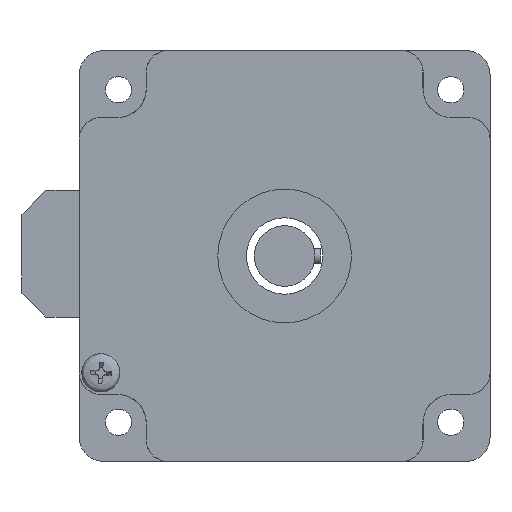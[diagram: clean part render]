
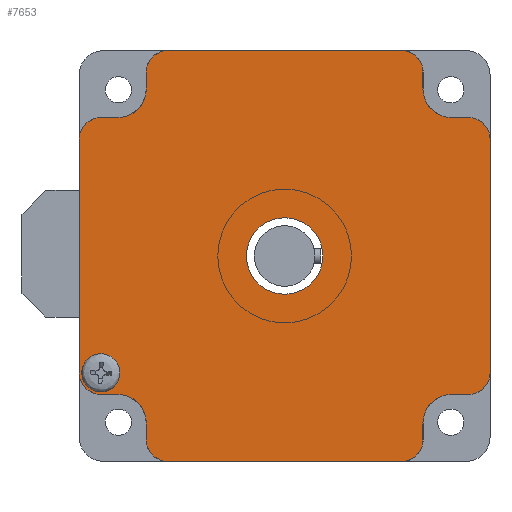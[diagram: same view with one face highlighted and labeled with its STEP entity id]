
A CAD part, front view. The second image highlights one B-rep face of the part: STEP entity #7653.
In plain terms, the highlighted planar face has unit normal (0, -1, 0).
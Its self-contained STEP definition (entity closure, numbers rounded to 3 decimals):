
#295=PLANE('',#8459);
#952=LINE('',#12678,#1683);
#958=LINE('',#12695,#1689);
#962=LINE('',#12707,#1693);
#965=LINE('',#12717,#1696);
#970=LINE('',#12731,#1701);
#974=LINE('',#12743,#1705);
#977=LINE('',#12753,#1708);
#985=LINE('',#12778,#1716);
#987=LINE('',#12786,#1718);
#993=LINE('',#12802,#1724);
#1000=LINE('',#12821,#1731);
#1008=LINE('',#12851,#1739);
#1683=VECTOR('',#10433,1000.);
#1689=VECTOR('',#10447,1000.);
#1693=VECTOR('',#10459,1000.);
#1696=VECTOR('',#10470,1000.);
#1701=VECTOR('',#10483,1000.);
#1705=VECTOR('',#10495,1000.);
#1708=VECTOR('',#10506,1000.);
#1716=VECTOR('',#10528,1000.);
#1718=VECTOR('',#10538,1000.);
#1724=VECTOR('',#10552,1000.);
#1731=VECTOR('',#10569,1000.);
#1739=VECTOR('',#10597,1000.);
#3789=ORIENTED_EDGE('',*,*,#4912,.F.);
#3790=ORIENTED_EDGE('',*,*,#4964,.F.);
#3791=ORIENTED_EDGE('',*,*,#4969,.T.);
#3792=ORIENTED_EDGE('',*,*,#4972,.F.);
#3793=ORIENTED_EDGE('',*,*,#4973,.F.);
#3794=ORIENTED_EDGE('',*,*,#4976,.F.);
#3795=ORIENTED_EDGE('',*,*,#4981,.T.);
#3796=ORIENTED_EDGE('',*,*,#4983,.F.);
#3797=ORIENTED_EDGE('',*,*,#4990,.T.);
#3798=ORIENTED_EDGE('',*,*,#4962,.F.);
#3799=ORIENTED_EDGE('',*,*,#4957,.F.);
#3800=ORIENTED_EDGE('',*,*,#4954,.F.);
#3801=ORIENTED_EDGE('',*,*,#4952,.T.);
#3802=ORIENTED_EDGE('',*,*,#4948,.F.);
#3803=ORIENTED_EDGE('',*,*,#4946,.T.);
#3804=ORIENTED_EDGE('',*,*,#4944,.F.);
#3805=ORIENTED_EDGE('',*,*,#4939,.F.);
#3806=ORIENTED_EDGE('',*,*,#4936,.F.);
#3807=ORIENTED_EDGE('',*,*,#4934,.T.);
#3808=ORIENTED_EDGE('',*,*,#4930,.F.);
#3809=ORIENTED_EDGE('',*,*,#4928,.T.);
#3810=ORIENTED_EDGE('',*,*,#4926,.F.);
#3811=ORIENTED_EDGE('',*,*,#4920,.F.);
#3812=ORIENTED_EDGE('',*,*,#5001,.F.);
#3813=ORIENTED_EDGE('',*,*,#5003,.T.);
#4912=EDGE_CURVE('',#5719,#5719,#6135,.T.);
#4920=EDGE_CURVE('',#5727,#5728,#952,.T.);
#4926=EDGE_CURVE('',#5728,#5732,#6144,.T.);
#4928=EDGE_CURVE('',#5734,#5732,#958,.T.);
#4930=EDGE_CURVE('',#5734,#5735,#6145,.T.);
#4934=EDGE_CURVE('',#5738,#5735,#962,.T.);
#4936=EDGE_CURVE('',#5738,#5739,#6147,.T.);
#4939=EDGE_CURVE('',#5739,#5741,#965,.T.);
#4944=EDGE_CURVE('',#5741,#5744,#6150,.T.);
#4946=EDGE_CURVE('',#5746,#5744,#970,.T.);
#4948=EDGE_CURVE('',#5746,#5747,#6151,.T.);
#4952=EDGE_CURVE('',#5750,#5747,#974,.T.);
#4954=EDGE_CURVE('',#5750,#5751,#6153,.T.);
#4957=EDGE_CURVE('',#5751,#5753,#977,.T.);
#4962=EDGE_CURVE('',#5753,#5756,#6156,.T.);
#4964=EDGE_CURVE('',#5757,#5759,#6157,.T.);
#4969=EDGE_CURVE('',#5757,#5762,#985,.T.);
#4972=EDGE_CURVE('',#5764,#5762,#6160,.T.);
#4973=EDGE_CURVE('',#5765,#5764,#987,.T.);
#4976=EDGE_CURVE('',#5767,#5765,#6161,.T.);
#4981=EDGE_CURVE('',#5767,#5770,#993,.T.);
#4983=EDGE_CURVE('',#5771,#5770,#6163,.T.);
#4990=EDGE_CURVE('',#5771,#5756,#1000,.T.);
#5001=EDGE_CURVE('',#5782,#5727,#6168,.T.);
#5003=EDGE_CURVE('',#5782,#5759,#1008,.T.);
#5719=VERTEX_POINT('',#12655);
#5727=VERTEX_POINT('',#12679);
#5728=VERTEX_POINT('',#12680);
#5732=VERTEX_POINT('',#12689);
#5734=VERTEX_POINT('',#12696);
#5735=VERTEX_POINT('',#12700);
#5738=VERTEX_POINT('',#12708);
#5739=VERTEX_POINT('',#12712);
#5741=VERTEX_POINT('',#12718);
#5744=VERTEX_POINT('',#12725);
#5746=VERTEX_POINT('',#12732);
#5747=VERTEX_POINT('',#12736);
#5750=VERTEX_POINT('',#12744);
#5751=VERTEX_POINT('',#12748);
#5753=VERTEX_POINT('',#12754);
#5756=VERTEX_POINT('',#12761);
#5757=VERTEX_POINT('',#12766);
#5759=VERTEX_POINT('',#12769);
#5762=VERTEX_POINT('',#12777);
#5764=VERTEX_POINT('',#12783);
#5765=VERTEX_POINT('',#12787);
#5767=VERTEX_POINT('',#12793);
#5770=VERTEX_POINT('',#12801);
#5771=VERTEX_POINT('',#12805);
#5782=VERTEX_POINT('',#12848);
#6135=CIRCLE('',#8389,8.);
#6144=CIRCLE('',#8407,4.5);
#6145=CIRCLE('',#8410,4.5);
#6147=CIRCLE('',#8414,6.);
#6150=CIRCLE('',#8419,4.5);
#6151=CIRCLE('',#8422,4.5);
#6153=CIRCLE('',#8426,6.);
#6156=CIRCLE('',#8431,4.5);
#6157=CIRCLE('',#8433,4.5);
#6160=CIRCLE('',#8438,4.5);
#6161=CIRCLE('',#8441,6.);
#6163=CIRCLE('',#8445,4.5);
#6168=CIRCLE('',#8457,6.);
#6608=EDGE_LOOP('',(#3789));
#6609=EDGE_LOOP('',(#3790,#3791,#3792,#3793,#3794,#3795,#3796,#3797,#3798,
#3799,#3800,#3801,#3802,#3803,#3804,#3805,#3806,#3807,#3808,#3809,#3810,
#3811,#3812,#3813));
#7073=FACE_BOUND('',#6608,.T.);
#7074=FACE_BOUND('',#6609,.T.);
#7653=ADVANCED_FACE('',(#7073,#7074),#295,.F.);
#8389=AXIS2_PLACEMENT_3D('',#12654,#10401,#10402);
#8407=AXIS2_PLACEMENT_3D('',#12691,#10442,#10443);
#8410=AXIS2_PLACEMENT_3D('',#12699,#10451,#10452);
#8414=AXIS2_PLACEMENT_3D('',#12711,#10463,#10464);
#8419=AXIS2_PLACEMENT_3D('',#12727,#10478,#10479);
#8422=AXIS2_PLACEMENT_3D('',#12735,#10487,#10488);
#8426=AXIS2_PLACEMENT_3D('',#12747,#10499,#10500);
#8431=AXIS2_PLACEMENT_3D('',#12763,#10514,#10515);
#8433=AXIS2_PLACEMENT_3D('',#12768,#10519,#10520);
#8438=AXIS2_PLACEMENT_3D('',#12784,#10534,#10535);
#8441=AXIS2_PLACEMENT_3D('',#12792,#10543,#10544);
#8445=AXIS2_PLACEMENT_3D('',#12807,#10556,#10557);
#8457=AXIS2_PLACEMENT_3D('',#12847,#10592,#10593);
#8459=AXIS2_PLACEMENT_3D('',#12852,#10598,#10599);
#10401=DIRECTION('',(0.,-1.,0.));
#10402=DIRECTION('',(1.,0.,0.));
#10433=DIRECTION('',(1.,0.,0.));
#10442=DIRECTION('',(0.,1.,0.));
#10443=DIRECTION('',(0.,0.,1.));
#10447=DIRECTION('',(0.,0.,1.));
#10451=DIRECTION('',(0.,1.,0.));
#10452=DIRECTION('',(1.,0.,0.));
#10459=DIRECTION('',(1.,0.,0.));
#10463=DIRECTION('',(0.,-1.,0.));
#10464=DIRECTION('',(0.,0.,1.));
#10470=DIRECTION('',(0.,0.,-1.));
#10478=DIRECTION('',(0.,1.,0.));
#10479=DIRECTION('',(1.,0.,0.));
#10483=DIRECTION('',(1.,0.,0.));
#10487=DIRECTION('',(0.,1.,0.));
#10488=DIRECTION('',(0.,0.,-1.));
#10495=DIRECTION('',(0.,0.,-1.));
#10499=DIRECTION('',(0.,-1.,0.));
#10500=DIRECTION('',(1.,0.,0.));
#10506=DIRECTION('',(-1.,0.,0.));
#10514=DIRECTION('',(0.,1.,0.));
#10515=DIRECTION('',(0.,0.,-1.));
#10519=DIRECTION('',(0.,1.,0.));
#10520=DIRECTION('',(0.,0.,1.));
#10528=DIRECTION('',(-1.,0.,0.));
#10534=DIRECTION('',(0.,1.,0.));
#10535=DIRECTION('',(-1.,0.,0.));
#10538=DIRECTION('',(0.,0.,1.));
#10543=DIRECTION('',(0.,-1.,0.));
#10544=DIRECTION('',(0.,0.,-1.));
#10552=DIRECTION('',(-1.,0.,0.));
#10556=DIRECTION('',(0.,1.,0.));
#10557=DIRECTION('',(-1.,0.,0.));
#10569=DIRECTION('',(0.,0.,-1.));
#10592=DIRECTION('',(0.,-1.,0.));
#10593=DIRECTION('',(-1.,0.,0.));
#10597=DIRECTION('',(0.,0.,1.));
#10598=DIRECTION('',(0.,1.,0.));
#10599=DIRECTION('',(1.,0.,0.));
#12654=CARTESIAN_POINT('',(0.,0.7,0.));
#12655=CARTESIAN_POINT('',(8.,0.7,0.));
#12678=CARTESIAN_POINT('',(34.97,0.7,28.97));
#12679=CARTESIAN_POINT('',(34.97,0.7,28.97));
#12680=CARTESIAN_POINT('',(38.5,0.7,28.97));
#12689=CARTESIAN_POINT('',(43.,0.7,24.47));
#12691=CARTESIAN_POINT('',(38.5,0.7,24.47));
#12695=CARTESIAN_POINT('',(43.,0.7,-24.47));
#12696=CARTESIAN_POINT('',(43.,0.7,-24.47));
#12699=CARTESIAN_POINT('',(38.5,0.7,-24.47));
#12700=CARTESIAN_POINT('',(38.5,0.7,-28.97));
#12707=CARTESIAN_POINT('',(34.97,0.7,-28.97));
#12708=CARTESIAN_POINT('',(34.97,0.7,-28.97));
#12711=CARTESIAN_POINT('',(34.97,0.7,-34.97));
#12712=CARTESIAN_POINT('',(28.97,0.7,-34.97));
#12717=CARTESIAN_POINT('',(28.97,0.7,-34.97));
#12718=CARTESIAN_POINT('',(28.97,0.7,-38.5));
#12725=CARTESIAN_POINT('',(24.47,0.7,-43.));
#12727=CARTESIAN_POINT('',(24.47,0.7,-38.5));
#12731=CARTESIAN_POINT('',(-24.47,0.7,-43.));
#12732=CARTESIAN_POINT('',(-24.47,0.7,-43.));
#12735=CARTESIAN_POINT('',(-24.47,0.7,-38.5));
#12736=CARTESIAN_POINT('',(-28.97,0.7,-38.5));
#12743=CARTESIAN_POINT('',(-28.97,0.7,-34.97));
#12744=CARTESIAN_POINT('',(-28.97,0.7,-34.97));
#12747=CARTESIAN_POINT('',(-34.97,0.7,-34.97));
#12748=CARTESIAN_POINT('',(-34.97,0.7,-28.97));
#12753=CARTESIAN_POINT('',(-34.97,0.7,-28.97));
#12754=CARTESIAN_POINT('',(-38.5,0.7,-28.97));
#12761=CARTESIAN_POINT('',(-43.,0.7,-24.47));
#12763=CARTESIAN_POINT('',(-38.5,0.7,-24.47));
#12766=CARTESIAN_POINT('',(24.47,0.7,43.));
#12768=CARTESIAN_POINT('',(24.47,0.7,38.5));
#12769=CARTESIAN_POINT('',(28.97,0.7,38.5));
#12777=CARTESIAN_POINT('',(-24.47,0.7,43.));
#12778=CARTESIAN_POINT('',(24.47,0.7,43.));
#12783=CARTESIAN_POINT('',(-28.97,0.7,38.5));
#12784=CARTESIAN_POINT('',(-24.47,0.7,38.5));
#12786=CARTESIAN_POINT('',(-28.97,0.7,34.97));
#12787=CARTESIAN_POINT('',(-28.97,0.7,34.97));
#12792=CARTESIAN_POINT('',(-34.97,0.7,34.97));
#12793=CARTESIAN_POINT('',(-34.97,0.7,28.97));
#12801=CARTESIAN_POINT('',(-38.5,0.7,28.97));
#12802=CARTESIAN_POINT('',(-34.97,0.7,28.97));
#12805=CARTESIAN_POINT('',(-43.,0.7,24.47));
#12807=CARTESIAN_POINT('',(-38.5,0.7,24.47));
#12821=CARTESIAN_POINT('',(-43.,0.7,24.47));
#12847=CARTESIAN_POINT('',(34.97,0.7,34.97));
#12848=CARTESIAN_POINT('',(28.97,0.7,34.97));
#12851=CARTESIAN_POINT('',(28.97,0.7,34.97));
#12852=CARTESIAN_POINT('',(0.,0.7,0.));
